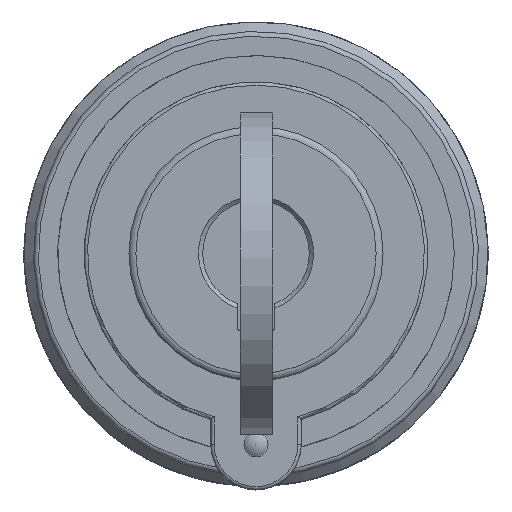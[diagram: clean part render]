
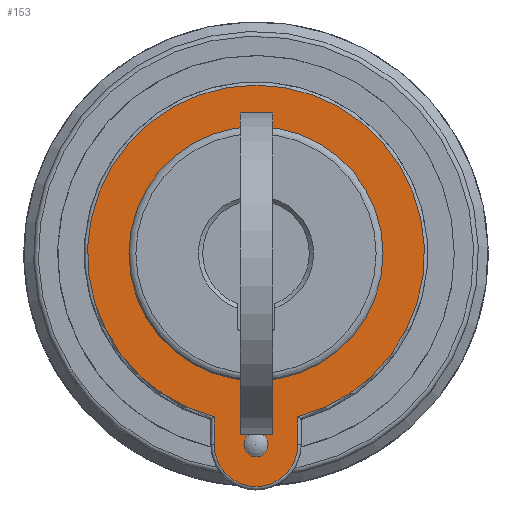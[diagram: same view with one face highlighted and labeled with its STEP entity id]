
A CAD part, top view. The second image highlights one B-rep face of the part: STEP entity #153.
In plain terms, the highlighted planar face has unit normal (0, 0, 1).
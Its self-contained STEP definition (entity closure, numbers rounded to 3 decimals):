
#153 = ADVANCED_FACE( '', ( #930, #931, #932 ), #933, .F. );
#930 = FACE_BOUND( '', #2546, .T. );
#931 = FACE_OUTER_BOUND( '', #2547, .T. );
#932 = FACE_BOUND( '', #2548, .T. );
#933 = PLANE( '', #2549 );
#2546 = EDGE_LOOP( '', ( #5237 ) );
#2547 = EDGE_LOOP( '', ( #5238, #5239, #5240, #5241 ) );
#2548 = EDGE_LOOP( '', ( #5242 ) );
#2549 = AXIS2_PLACEMENT_3D( '', #5243, #5244, #5245 );
#5237 = ORIENTED_EDGE( '', *, *, #10718, .T. );
#5238 = ORIENTED_EDGE( '', *, *, #10719, .T. );
#5239 = ORIENTED_EDGE( '', *, *, #10720, .T. );
#5240 = ORIENTED_EDGE( '', *, *, #10721, .T. );
#5241 = ORIENTED_EDGE( '', *, *, #10722, .T. );
#5242 = ORIENTED_EDGE( '', *, *, #10633, .F. );
#5243 = CARTESIAN_POINT( '', ( 0., 0., 18.95 ) );
#5244 = DIRECTION( '', ( 0., 0., -1. ) );
#5245 = DIRECTION( '', ( 0., 1., 0. ) );
#10633 = EDGE_CURVE( '', #12643, #12643, #12644, .T. );
#10718 = EDGE_CURVE( '', #12782, #12782, #12783, .T. );
#10719 = EDGE_CURVE( '', #12784, #12785, #12786, .T. );
#10720 = EDGE_CURVE( '', #12785, #12787, #12788, .T. );
#10721 = EDGE_CURVE( '', #12787, #12789, #12790, .T. );
#10722 = EDGE_CURVE( '', #12789, #12784, #12791, .T. );
#12643 = VERTEX_POINT( '', #16217 );
#12644 = CIRCLE( '', #16218, 0.75 );
#12782 = VERTEX_POINT( '', #16516 );
#12783 = CIRCLE( '', #16517, 7.883 );
#12784 = VERTEX_POINT( '', #16518 );
#12785 = VERTEX_POINT( '', #16519 );
#12786 = LINE( '', #16520, #16521 );
#12787 = VERTEX_POINT( '', #16522 );
#12788 = CIRCLE( '', #16523, 2.6 );
#12789 = VERTEX_POINT( '', #16524 );
#12790 = LINE( '', #16525, #16526 );
#12791 = CIRCLE( '', #16527, 10.45 );
#16217 = CARTESIAN_POINT( '', ( 0.75, -11.85, 18.95 ) );
#16218 = AXIS2_PLACEMENT_3D( '', #21601, #21602, #21603 );
#16516 = CARTESIAN_POINT( '', ( -7.883, 0., 18.95 ) );
#16517 = AXIS2_PLACEMENT_3D( '', #21695, #21696, #21697 );
#16518 = CARTESIAN_POINT( '', ( -2.6, -10.121, 18.95 ) );
#16519 = CARTESIAN_POINT( '', ( -2.6, -11.85, 18.95 ) );
#16520 = CARTESIAN_POINT( '', ( -2.6, 0., 18.95 ) );
#16521 = VECTOR( '', #21698, 1000. );
#16522 = CARTESIAN_POINT( '', ( 2.6, -11.85, 18.95 ) );
#16523 = AXIS2_PLACEMENT_3D( '', #21699, #21700, #21701 );
#16524 = CARTESIAN_POINT( '', ( 2.6, -10.121, 18.95 ) );
#16525 = CARTESIAN_POINT( '', ( 2.6, 0., 18.95 ) );
#16526 = VECTOR( '', #21702, 1000. );
#16527 = AXIS2_PLACEMENT_3D( '', #21703, #21704, #21705 );
#21601 = CARTESIAN_POINT( '', ( 0., -11.85, 18.95 ) );
#21602 = DIRECTION( '', ( 0., 0., 1. ) );
#21603 = DIRECTION( '', ( 1., 0., 0. ) );
#21695 = CARTESIAN_POINT( '', ( 0., 0., 18.95 ) );
#21696 = DIRECTION( '', ( 0., 0., -1. ) );
#21697 = DIRECTION( '', ( -1., 0., 0. ) );
#21698 = DIRECTION( '', ( 0., -1., 0. ) );
#21699 = CARTESIAN_POINT( '', ( 0., -11.85, 18.95 ) );
#21700 = DIRECTION( '', ( 0., 0., 1. ) );
#21701 = DIRECTION( '', ( 1., 0., 0. ) );
#21702 = DIRECTION( '', ( 0., 1., 0. ) );
#21703 = CARTESIAN_POINT( '', ( 0., 0., 18.95 ) );
#21704 = DIRECTION( '', ( 0., 0., 1. ) );
#21705 = DIRECTION( '', ( 1., 0., 0. ) );
